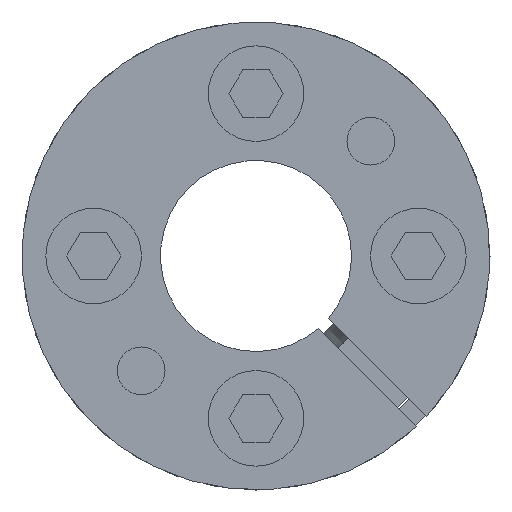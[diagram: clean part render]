
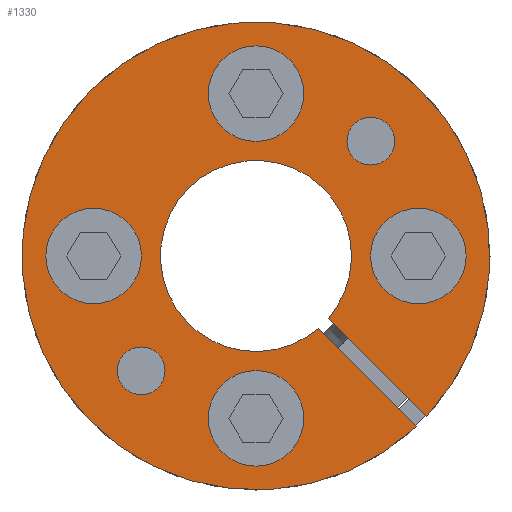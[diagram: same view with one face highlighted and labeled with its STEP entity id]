
A CAD part, left-side view. The second image highlights one B-rep face of the part: STEP entity #1330.
In plain terms, the highlighted face is planar.
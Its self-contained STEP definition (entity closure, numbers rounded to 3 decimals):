
#948=CARTESIAN_POINT('',(0.,12.021,12.021));
#949=DIRECTION('',(-1.,0.,0.));
#950=DIRECTION('',(0.,-1.,0.));
#951=AXIS2_PLACEMENT_3D('',#948,#949,#950);
#953=CARTESIAN_POINT('',(0.,12.021,12.021));
#954=DIRECTION('',(-1.,0.,0.));
#955=DIRECTION('',(0.,1.,0.));
#956=AXIS2_PLACEMENT_3D('',#953,#954,#955);
#958=CARTESIAN_POINT('',(0.,0.,-17.));
#959=DIRECTION('',(-1.,0.,0.));
#960=DIRECTION('',(0.,-1.,0.));
#961=AXIS2_PLACEMENT_3D('',#958,#959,#960);
#963=CARTESIAN_POINT('',(0.,0.,-17.));
#964=DIRECTION('',(-1.,0.,0.));
#965=DIRECTION('',(0.,1.,0.));
#966=AXIS2_PLACEMENT_3D('',#963,#964,#965);
#968=CARTESIAN_POINT('',(0.,17.,0.));
#969=DIRECTION('',(-1.,0.,0.));
#970=DIRECTION('',(0.,-1.,0.));
#971=AXIS2_PLACEMENT_3D('',#968,#969,#970);
#973=CARTESIAN_POINT('',(0.,17.,0.));
#974=DIRECTION('',(-1.,0.,0.));
#975=DIRECTION('',(0.,1.,0.));
#976=AXIS2_PLACEMENT_3D('',#973,#974,#975);
#978=CARTESIAN_POINT('',(0.,0.,17.));
#979=DIRECTION('',(-1.,0.,0.));
#980=DIRECTION('',(0.,-1.,0.));
#981=AXIS2_PLACEMENT_3D('',#978,#979,#980);
#983=CARTESIAN_POINT('',(0.,0.,17.));
#984=DIRECTION('',(-1.,0.,0.));
#985=DIRECTION('',(0.,1.,0.));
#986=AXIS2_PLACEMENT_3D('',#983,#984,#985);
#988=CARTESIAN_POINT('',(0.,-17.,0.));
#989=DIRECTION('',(-1.,0.,0.));
#990=DIRECTION('',(0.,-1.,0.));
#991=AXIS2_PLACEMENT_3D('',#988,#989,#990);
#993=CARTESIAN_POINT('',(0.,-17.,0.));
#994=DIRECTION('',(-1.,0.,0.));
#995=DIRECTION('',(0.,1.,0.));
#996=AXIS2_PLACEMENT_3D('',#993,#994,#995);
#998=CARTESIAN_POINT('',(0.,-12.021,-12.021));
#999=DIRECTION('',(-1.,0.,0.));
#1000=DIRECTION('',(0.,-1.,0.));
#1001=AXIS2_PLACEMENT_3D('',#998,#999,#1000);
#1003=CARTESIAN_POINT('',(0.,-12.021,-12.021));
#1004=DIRECTION('',(-1.,0.,0.));
#1005=DIRECTION('',(0.,1.,0.));
#1006=AXIS2_PLACEMENT_3D('',#1003,#1004,#1005);
#1008=DIRECTION('',(0.,-0.707,0.707));
#1009=VECTOR('',#1008,14.517);
#1010=CARTESIAN_POINT('',(0.,17.846,-16.786));
#1011=LINE('',#1010,#1009);
#1012=DIRECTION('',(0.,0.707,-0.707));
#1013=VECTOR('',#1012,14.517);
#1014=CARTESIAN_POINT('',(0.,6.521,-7.581));
#1015=LINE('',#1014,#1013);
#1094=CARTESIAN_POINT('',(0.,0.,0.));
#1095=DIRECTION('',(1.,0.,0.));
#1096=DIRECTION('',(0.,0.728,-0.685));
#1097=AXIS2_PLACEMENT_3D('',#1094,#1095,#1096);
#1109=CARTESIAN_POINT('',(0.,0.,0.));
#1110=DIRECTION('',(-1.,0.,0.));
#1111=DIRECTION('',(0.,0.652,-0.758));
#1112=AXIS2_PLACEMENT_3D('',#1109,#1110,#1111);
#1118=CARTESIAN_POINT('',(0.,-20.4,0.));
#1119=CARTESIAN_POINT('',(0.,-13.6,0.));
#1120=VERTEX_POINT('',#1118);
#1121=VERTEX_POINT('',#1119);
#1126=CARTESIAN_POINT('',(0.,-3.4,17.));
#1127=CARTESIAN_POINT('',(0.,3.4,17.));
#1128=VERTEX_POINT('',#1126);
#1129=VERTEX_POINT('',#1127);
#1134=CARTESIAN_POINT('',(0.,13.6,0.));
#1135=CARTESIAN_POINT('',(0.,20.4,0.));
#1136=VERTEX_POINT('',#1134);
#1137=VERTEX_POINT('',#1135);
#1142=CARTESIAN_POINT('',(0.,-3.4,-17.));
#1143=CARTESIAN_POINT('',(0.,3.4,-17.));
#1144=VERTEX_POINT('',#1142);
#1145=VERTEX_POINT('',#1143);
#1150=CARTESIAN_POINT('',(0.,-14.521,-12.021));
#1151=CARTESIAN_POINT('',(0.,-9.521,-12.021));
#1152=VERTEX_POINT('',#1150);
#1153=VERTEX_POINT('',#1151);
#1158=CARTESIAN_POINT('',(0.,9.521,12.021));
#1159=CARTESIAN_POINT('',(0.,14.521,12.021));
#1160=VERTEX_POINT('',#1158);
#1161=VERTEX_POINT('',#1159);
#1170=CARTESIAN_POINT('',(0.,17.846,-16.786));
#1171=CARTESIAN_POINT('',(0.,7.581,-6.521));
#1172=VERTEX_POINT('',#1170);
#1173=VERTEX_POINT('',#1171);
#1174=CARTESIAN_POINT('',(0.,6.521,-7.581));
#1175=CARTESIAN_POINT('',(0.,16.786,-17.846));
#1176=VERTEX_POINT('',#1174);
#1177=VERTEX_POINT('',#1175);
#1281=CARTESIAN_POINT('',(0.,0.,0.));
#1282=DIRECTION('',(-1.,0.,0.));
#1283=DIRECTION('',(0.,1.,0.));
#1284=AXIS2_PLACEMENT_3D('',#1281,#1282,#1283);
#1285=PLANE('',#1284);
#1287=ORIENTED_EDGE('',*,*,#1286,.T.);
#1289=ORIENTED_EDGE('',*,*,#1288,.F.);
#1291=ORIENTED_EDGE('',*,*,#1290,.T.);
#1293=ORIENTED_EDGE('',*,*,#1292,.F.);
#1294=EDGE_LOOP('',(#1287,#1289,#1291,#1293));
#1295=FACE_OUTER_BOUND('',#1294,.F.);
#1296=ORIENTED_EDGE('',*,*,#1261,.F.);
#1297=ORIENTED_EDGE('',*,*,#1275,.F.);
#1298=EDGE_LOOP('',(#1296,#1297));
#1299=FACE_BOUND('',#1298,.F.);
#1301=ORIENTED_EDGE('',*,*,#1300,.F.);
#1303=ORIENTED_EDGE('',*,*,#1302,.F.);
#1304=EDGE_LOOP('',(#1301,#1303));
#1305=FACE_BOUND('',#1304,.F.);
#1307=ORIENTED_EDGE('',*,*,#1306,.F.);
#1309=ORIENTED_EDGE('',*,*,#1308,.F.);
#1310=EDGE_LOOP('',(#1307,#1309));
#1311=FACE_BOUND('',#1310,.F.);
#1313=ORIENTED_EDGE('',*,*,#1312,.F.);
#1315=ORIENTED_EDGE('',*,*,#1314,.F.);
#1316=EDGE_LOOP('',(#1313,#1315));
#1317=FACE_BOUND('',#1316,.F.);
#1319=ORIENTED_EDGE('',*,*,#1318,.F.);
#1321=ORIENTED_EDGE('',*,*,#1320,.F.);
#1322=EDGE_LOOP('',(#1319,#1321));
#1323=FACE_BOUND('',#1322,.F.);
#1325=ORIENTED_EDGE('',*,*,#1324,.F.);
#1327=ORIENTED_EDGE('',*,*,#1326,.F.);
#1328=EDGE_LOOP('',(#1325,#1327));
#1329=FACE_BOUND('',#1328,.F.);
#1330=ADVANCED_FACE('',(#1295,#1299,#1305,#1311,#1317,#1323,#1329),#1285,.F.);
#952=CIRCLE('',#951,2.5);
#957=CIRCLE('',#956,2.5);
#962=CIRCLE('',#961,3.4);
#967=CIRCLE('',#966,3.4);
#972=CIRCLE('',#971,3.4);
#977=CIRCLE('',#976,3.4);
#982=CIRCLE('',#981,3.4);
#987=CIRCLE('',#986,3.4);
#992=CIRCLE('',#991,3.4);
#997=CIRCLE('',#996,3.4);
#1002=CIRCLE('',#1001,2.5);
#1007=CIRCLE('',#1006,2.5);
#1098=CIRCLE('',#1097,24.5);
#1113=CIRCLE('',#1112,10.);
#1261=EDGE_CURVE('',#1160,#1161,#952,.T.);
#1275=EDGE_CURVE('',#1161,#1160,#957,.T.);
#1286=EDGE_CURVE('',#1172,#1173,#1011,.T.);
#1288=EDGE_CURVE('',#1176,#1173,#1113,.T.);
#1290=EDGE_CURVE('',#1176,#1177,#1015,.T.);
#1292=EDGE_CURVE('',#1172,#1177,#1098,.T.);
#1300=EDGE_CURVE('',#1144,#1145,#962,.T.);
#1302=EDGE_CURVE('',#1145,#1144,#967,.T.);
#1306=EDGE_CURVE('',#1136,#1137,#972,.T.);
#1308=EDGE_CURVE('',#1137,#1136,#977,.T.);
#1312=EDGE_CURVE('',#1128,#1129,#982,.T.);
#1314=EDGE_CURVE('',#1129,#1128,#987,.T.);
#1318=EDGE_CURVE('',#1120,#1121,#992,.T.);
#1320=EDGE_CURVE('',#1121,#1120,#997,.T.);
#1324=EDGE_CURVE('',#1152,#1153,#1002,.T.);
#1326=EDGE_CURVE('',#1153,#1152,#1007,.T.);
